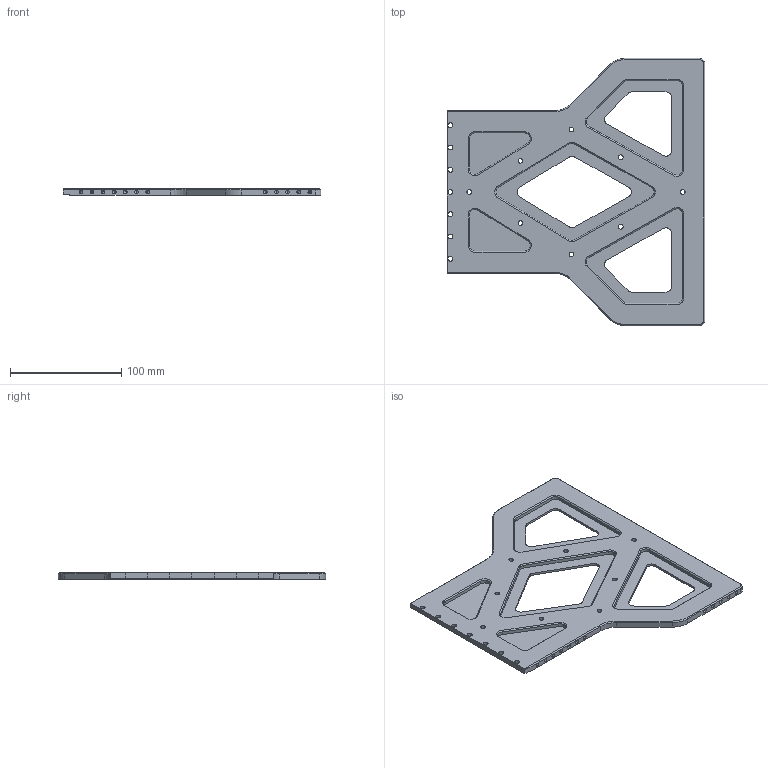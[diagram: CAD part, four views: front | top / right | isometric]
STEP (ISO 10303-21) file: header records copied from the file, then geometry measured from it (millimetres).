
FILE_DESCRIPTION (( 'STEP AP214' ), '1' );
FILE_NAME ('胸腔前后夹板.STEP', '2025-04-22T08:16:30', ( 'wsy' ), ( '' ), 'SwSTEP 2.0', 'SolidWorks 2020', '' );
FILE_SCHEMA (( 'AUTOMOTIVE_DESIGN' ));
Length unit declared in the file: millimetre
Products named in the file (1): 倠Уヶ綴標啣
Bounding box: 231.68 x 240 x 6 mm (x, y, z)
Volume: 161276.4 mm3; surface area: 84826.6 mm2
Topology: 1 solids, 1 shells, 311 faces, 792 edges, 453 vertices
Faces by surface type: cylinder 142, cone 97, plane 72
Entity records: 9900 total; most frequent: DIRECTION 1658, CARTESIAN_POINT 1487, ORIENTED_EDGE 1444, EDGE_CURVE 722, AXIS2_PLACEMENT_3D 624, VERTEX_POINT 453, LINE 410, VECTOR 410
